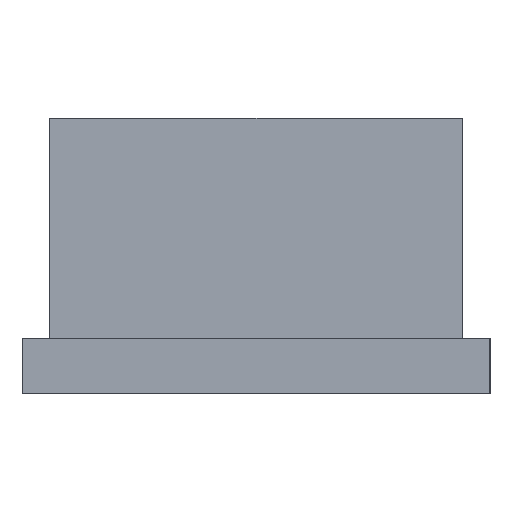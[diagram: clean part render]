
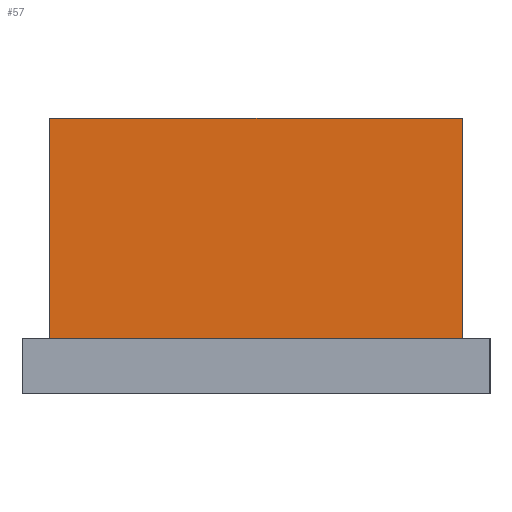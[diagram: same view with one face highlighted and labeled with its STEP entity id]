
A CAD part, left-side view. The second image highlights one B-rep face of the part: STEP entity #57.
In plain terms, the highlighted planar face has unit normal (-1, 0, 0).
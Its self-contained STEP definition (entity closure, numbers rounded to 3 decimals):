
#57 = ADVANCED_FACE( '', ( #126 ), #127, .F. );
#126 = FACE_OUTER_BOUND( '', #203, .T. );
#127 = PLANE( '', #204 );
#203 = EDGE_LOOP( '', ( #326, #327, #328, #329 ) );
#204 = AXIS2_PLACEMENT_3D( '', #330, #331, #332 );
#326 = ORIENTED_EDGE( '', *, *, #492, .T. );
#327 = ORIENTED_EDGE( '', *, *, #516, .F. );
#328 = ORIENTED_EDGE( '', *, *, #517, .F. );
#329 = ORIENTED_EDGE( '', *, *, #518, .T. );
#330 = CARTESIAN_POINT( '', ( -3.35, 1.5, 2. ) );
#331 = DIRECTION( '', ( 1., 0., 0. ) );
#332 = DIRECTION( '', ( 0., 0., -1. ) );
#492 = EDGE_CURVE( '', #596, #594, #597, .T. );
#516 = EDGE_CURVE( '', #635, #594, #636, .T. );
#517 = EDGE_CURVE( '', #637, #635, #638, .T. );
#518 = EDGE_CURVE( '', #637, #596, #639, .T. );
#594 = VERTEX_POINT( '', #730 );
#596 = VERTEX_POINT( '', #733 );
#597 = LINE( '', #734, #735 );
#635 = VERTEX_POINT( '', #787 );
#636 = LINE( '', #788, #789 );
#637 = VERTEX_POINT( '', #790 );
#638 = LINE( '', #791, #792 );
#639 = LINE( '', #793, #794 );
#730 = CARTESIAN_POINT( '', ( -3.35, -1.5, 0.4 ) );
#733 = CARTESIAN_POINT( '', ( -3.35, 1.5, 0.4 ) );
#734 = CARTESIAN_POINT( '', ( -3.35, 1.5, 0.4 ) );
#735 = VECTOR( '', #881, 1000. );
#787 = CARTESIAN_POINT( '', ( -3.35, -1.5, 2. ) );
#788 = CARTESIAN_POINT( '', ( -3.35, -1.5, 2. ) );
#789 = VECTOR( '', #911, 1000. );
#790 = CARTESIAN_POINT( '', ( -3.35, 1.5, 2. ) );
#791 = CARTESIAN_POINT( '', ( -3.35, 1.5, 2. ) );
#792 = VECTOR( '', #912, 1000. );
#793 = CARTESIAN_POINT( '', ( -3.35, 1.5, 2. ) );
#794 = VECTOR( '', #913, 1000. );
#881 = DIRECTION( '', ( 0., -1., 0. ) );
#911 = DIRECTION( '', ( 0., 0., -1. ) );
#912 = DIRECTION( '', ( 0., -1., 0. ) );
#913 = DIRECTION( '', ( 0., 0., -1. ) );
